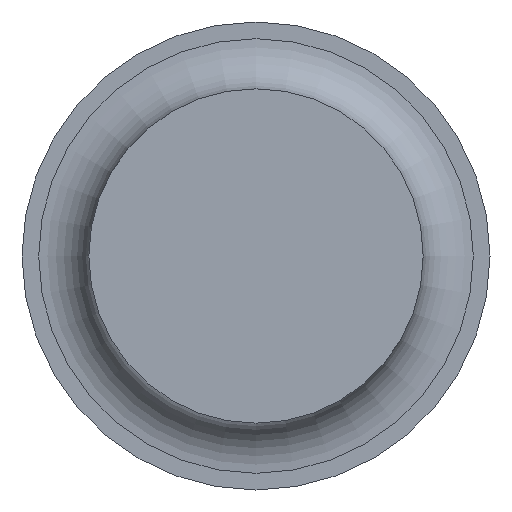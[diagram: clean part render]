
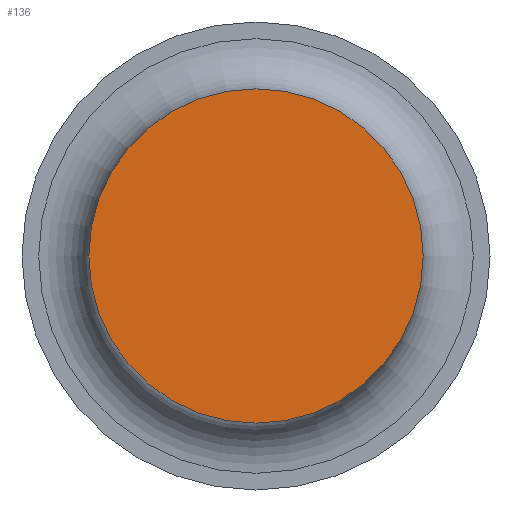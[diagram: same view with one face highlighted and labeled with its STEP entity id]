
A CAD part, front view. The second image highlights one B-rep face of the part: STEP entity #136.
In plain terms, the highlighted planar face has unit normal (0, -1, 0).
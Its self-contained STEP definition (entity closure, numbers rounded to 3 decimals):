
#29=FACE_OUTER_BOUND('',#39,.T.);
#39=EDGE_LOOP('',(#96));
#51=CIRCLE('',#161,5.);
#66=VERTEX_POINT('',#242);
#78=EDGE_CURVE('',#66,#66,#51,.T.);
#96=ORIENTED_EDGE('',*,*,#78,.F.);
#132=PLANE('',#160);
#136=ADVANCED_FACE('',(#29),#132,.F.);
#160=AXIS2_PLACEMENT_3D('',#241,#187,#188);
#161=AXIS2_PLACEMENT_3D('',#243,#189,#190);
#187=DIRECTION('center_axis',(0.,1.,0.));
#188=DIRECTION('ref_axis',(1.,0.,0.));
#189=DIRECTION('center_axis',(0.,1.,0.));
#190=DIRECTION('ref_axis',(1.,0.,0.));
#241=CARTESIAN_POINT('Origin',(0.,1.35,0.));
#242=CARTESIAN_POINT('',(-5.,1.35,0.));
#243=CARTESIAN_POINT('Origin',(0.,1.35,0.));
